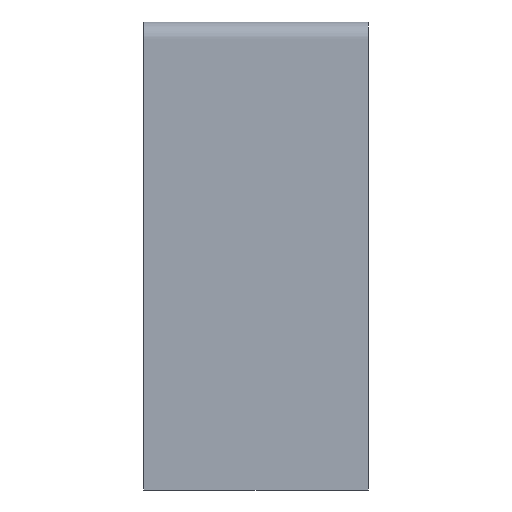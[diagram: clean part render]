
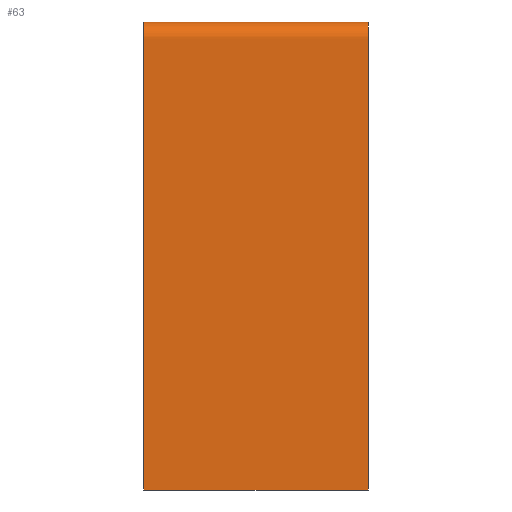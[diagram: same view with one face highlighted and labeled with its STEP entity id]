
A CAD part, left-side view. The second image highlights one B-rep face of the part: STEP entity #63.
In plain terms, the highlighted free-form (B-spline) face has degree [1, 2] with [2, 11] control points.
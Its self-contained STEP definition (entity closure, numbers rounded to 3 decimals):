
#11=(
BOUNDED_SURFACE()
B_SPLINE_SURFACE(1,2,((#919,#920,#921,#922,#923,#924,#925,#926,#927,#928,
#929),(#930,#931,#932,#933,#934,#935,#936,#937,#938,#939,#940)),.UNSPECIFIED.,
.F.,.F.,.F.)
B_SPLINE_SURFACE_WITH_KNOTS((2,2),(3,2,2,2,2,3),(0.,360.),(-2688.823,
-1965.823,-1923.412,-777.412,-735.,-12.),.UNSPECIFIED.)
GEOMETRIC_REPRESENTATION_ITEM()
RATIONAL_B_SPLINE_SURFACE(((1.,1.,1.,0.707,1.,1.,1.,0.707,
1.,1.,1.),(1.,1.,1.,0.707,1.,1.,1.,0.707,1.,1.,1.)))
REPRESENTATION_ITEM($)
SURFACE()
);
#15=(
BOUNDED_CURVE()
B_SPLINE_CURVE(2,(#882,#883,#884,#885,#886,#887,#888,#889,#890,#891,#892),
.UNSPECIFIED.,.F.,.F.)
B_SPLINE_CURVE_WITH_KNOTS((3,2,2,2,2,3),(12.,735.,777.412,1923.412,
1965.823,2688.823),.UNSPECIFIED.)
CURVE()
GEOMETRIC_REPRESENTATION_ITEM()
RATIONAL_B_SPLINE_CURVE((1.,1.,1.,0.707,1.,1.,1.,0.707,
1.,1.,1.))
REPRESENTATION_ITEM($)
);
#16=(
BOUNDED_CURVE()
B_SPLINE_CURVE(2,(#897,#898,#899,#900,#901,#902,#903,#904,#905,#906,#907),
.UNSPECIFIED.,.F.,.F.)
B_SPLINE_CURVE_WITH_KNOTS((3,2,2,2,2,3),(12.,735.,777.412,1923.412,
1965.823,2688.823),.UNSPECIFIED.)
CURVE()
GEOMETRIC_REPRESENTATION_ITEM()
RATIONAL_B_SPLINE_CURVE((1.,1.,1.,0.707,1.,1.,1.,0.707,
1.,1.,1.))
REPRESENTATION_ITEM($)
);
#63=ADVANCED_FACE($,(#99),#11,.T.);
#99=FACE_OUTER_BOUND($,#135,.T.);
#135=EDGE_LOOP($,(#270,#271,#272,#273));
#270=ORIENTED_EDGE($,*,*,#346,.T.);
#271=ORIENTED_EDGE($,*,*,#351,.T.);
#272=ORIENTED_EDGE($,*,*,#349,.F.);
#273=ORIENTED_EDGE($,*,*,#352,.F.);
#346=EDGE_CURVE($,#397,#396,#15,.T.);
#349=EDGE_CURVE($,#400,#399,#16,.T.);
#351=EDGE_CURVE($,#396,#399,#501,.T.);
#352=EDGE_CURVE($,#397,#400,#502,.T.);
#396=VERTEX_POINT($,#966);
#397=VERTEX_POINT($,#967);
#399=VERTEX_POINT($,#969);
#400=VERTEX_POINT($,#970);
#501=B_SPLINE_CURVE_WITH_KNOTS($,1,(#910,#911),.UNSPECIFIED.,.F.,.F.,(2,
2),(0.,360.),.UNSPECIFIED.);
#502=B_SPLINE_CURVE_WITH_KNOTS($,1,(#912,#913),.UNSPECIFIED.,.F.,.F.,(2,
2),(0.,360.),.UNSPECIFIED.);
#882=CARTESIAN_POINT($,(0.,0.,0.));
#883=CARTESIAN_POINT($,(0.,0.,361.5));
#884=CARTESIAN_POINT($,(0.,0.,723.));
#885=CARTESIAN_POINT($,(0.,0.,750.));
#886=CARTESIAN_POINT($,(27.,0.,750.));
#887=CARTESIAN_POINT($,(600.,0.,750.));
#888=CARTESIAN_POINT($,(1173.,0.,750.));
#889=CARTESIAN_POINT($,(1200.,0.,750.));
#890=CARTESIAN_POINT($,(1200.,0.,723.));
#891=CARTESIAN_POINT($,(1200.,0.,361.5));
#892=CARTESIAN_POINT($,(1200.,0.,0.));
#897=CARTESIAN_POINT($,(0.,360.,0.));
#898=CARTESIAN_POINT($,(0.,360.,361.5));
#899=CARTESIAN_POINT($,(0.,360.,723.));
#900=CARTESIAN_POINT($,(0.,360.,750.));
#901=CARTESIAN_POINT($,(27.,360.,750.));
#902=CARTESIAN_POINT($,(600.,360.,750.));
#903=CARTESIAN_POINT($,(1173.,360.,750.));
#904=CARTESIAN_POINT($,(1200.,360.,750.));
#905=CARTESIAN_POINT($,(1200.,360.,723.));
#906=CARTESIAN_POINT($,(1200.,360.,361.5));
#907=CARTESIAN_POINT($,(1200.,360.,0.));
#910=CARTESIAN_POINT($,(1200.,0.,0.));
#911=CARTESIAN_POINT($,(1200.,360.,0.));
#912=CARTESIAN_POINT($,(0.,0.,0.));
#913=CARTESIAN_POINT($,(0.,360.,0.));
#919=CARTESIAN_POINT($,(1200.,0.,0.));
#920=CARTESIAN_POINT($,(1200.,0.,361.5));
#921=CARTESIAN_POINT($,(1200.,0.,723.));
#922=CARTESIAN_POINT($,(1200.,0.,750.));
#923=CARTESIAN_POINT($,(1173.,0.,750.));
#924=CARTESIAN_POINT($,(600.,0.,750.));
#925=CARTESIAN_POINT($,(27.,0.,750.));
#926=CARTESIAN_POINT($,(0.,0.,750.));
#927=CARTESIAN_POINT($,(0.,0.,723.));
#928=CARTESIAN_POINT($,(0.,0.,361.5));
#929=CARTESIAN_POINT($,(0.,0.,0.));
#930=CARTESIAN_POINT($,(1200.,360.,0.));
#931=CARTESIAN_POINT($,(1200.,360.,361.5));
#932=CARTESIAN_POINT($,(1200.,360.,723.));
#933=CARTESIAN_POINT($,(1200.,360.,750.));
#934=CARTESIAN_POINT($,(1173.,360.,750.));
#935=CARTESIAN_POINT($,(600.,360.,750.));
#936=CARTESIAN_POINT($,(27.,360.,750.));
#937=CARTESIAN_POINT($,(0.,360.,750.));
#938=CARTESIAN_POINT($,(0.,360.,723.));
#939=CARTESIAN_POINT($,(0.,360.,361.5));
#940=CARTESIAN_POINT($,(0.,360.,0.));
#966=CARTESIAN_POINT($,(1200.,0.,0.));
#967=CARTESIAN_POINT($,(0.,0.,0.));
#969=CARTESIAN_POINT($,(1200.,360.,0.));
#970=CARTESIAN_POINT($,(0.,360.,0.));
